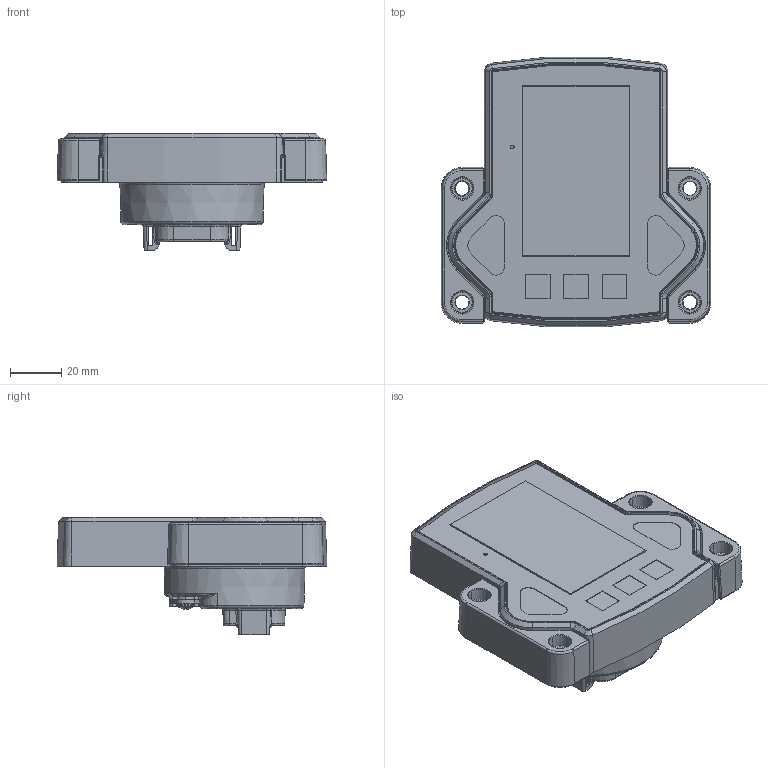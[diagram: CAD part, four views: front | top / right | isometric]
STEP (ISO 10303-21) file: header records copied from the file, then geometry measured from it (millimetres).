
FILE_DESCRIPTION((''),'2;1');
FILE_NAME('D46037_SW0001','2013-04-02T',('jhabe'),(''),'PRO/ENGINEER BY PARAMETRIC TECHNOLOGY CORPORATION, 2011310','PRO/ENGINEER BY PARAMETRIC TECHNOLOGY CORPORATION, 2011310','');
FILE_SCHEMA(('CONFIG_CONTROL_DESIGN'));
Products named in the file (1): D46037_SW0001
Bounding box: 105.26 x 105.32 x 45.72 mm (x, y, z)
Surface area: 109844.5 mm2 (no closed solid volume)
Topology: 0 solids, 53 shells, 3333 faces, 8284 edges, 4974 vertices
Faces by surface type: plane 930, cylinder 856, bspline 629, torus 428, cone 316, sphere 174
Entity records: 128721 total; most frequent: CARTESIAN_POINT 54430, ORIENTED_EDGE 15845, DIRECTION 14746, EDGE_CURVE 8247, AXIS2_PLACEMENT_3D 5656, VERTEX_POINT 4974, EDGE_LOOP 3500, VECTOR 3434
